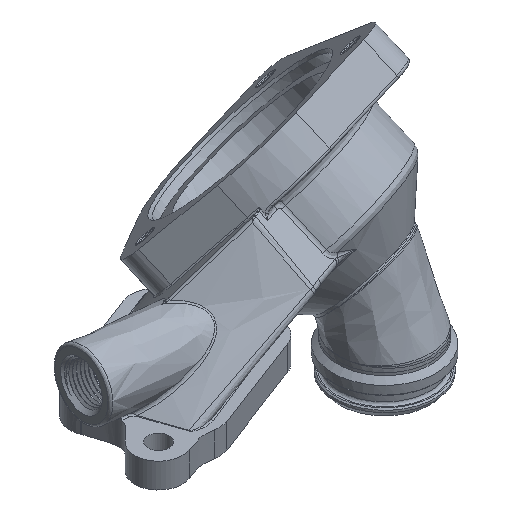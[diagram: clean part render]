
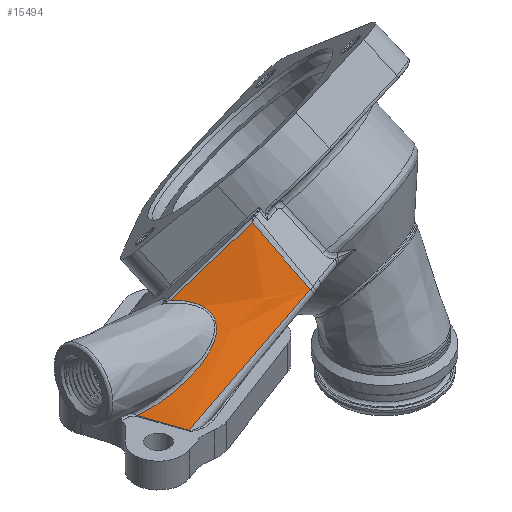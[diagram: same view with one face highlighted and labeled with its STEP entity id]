
A CAD part, isometric view. The second image highlights one B-rep face of the part: STEP entity #15494.
In plain terms, the highlighted free-form (B-spline) face has degree [3, 3] with [4, 5] control points.
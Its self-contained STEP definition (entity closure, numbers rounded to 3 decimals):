
#15026 = VERTEX_POINT('',#15027);
#15027 = CARTESIAN_POINT('',(-120.017,-12.991,
    39.693));
#15091 = VERTEX_POINT('',#15092);
#15092 = CARTESIAN_POINT('',(-127.189,7.982,
    39.735));
#15100 = EDGE_CURVE('',#15026,#15091,#15101,.T.);
#15101 = B_SPLINE_CURVE_WITH_KNOTS('',3,(#15102,#15103,#15104,#15105),
  .UNSPECIFIED.,.F.,.F.,(4,4),(0.,1.624),
  .PIECEWISE_BEZIER_KNOTS.);
#15102 = CARTESIAN_POINT('',(-120.017,-12.991,
    39.693));
#15103 = CARTESIAN_POINT('',(-122.336,-5.975,
    39.706));
#15104 = CARTESIAN_POINT('',(-124.742,1.011,
    39.721));
#15105 = CARTESIAN_POINT('',(-127.189,7.982,
    39.735));
#15378 = EDGE_CURVE('',#15091,#15379,#15381,.T.);
#15379 = VERTEX_POINT('',#15380);
#15380 = CARTESIAN_POINT('',(-95.658,21.466,
    71.777));
#15381 = B_SPLINE_CURVE_WITH_KNOTS('',3,(#15382,#15383,#15384,#15385,
    #15386,#15387,#15388,#15389,#15390,#15391,#15392,#15393,#15394),
  .UNSPECIFIED.,.F.,.F.,(4,1,1,1,1,1,1,1,1,1,4),(0.152,
    0.751,1.562,2.373,3.184,
    3.589,3.792,3.994,4.4,
    4.805,5.373),.UNSPECIFIED.);
#15382 = CARTESIAN_POINT('',(-127.189,7.981,
    39.734));
#15383 = CARTESIAN_POINT('',(-125.125,6.578,
    40.8));
#15384 = CARTESIAN_POINT('',(-120.021,3.792,
    43.51));
#15385 = CARTESIAN_POINT('',(-111.536,0.874,
    48.177));
#15386 = CARTESIAN_POINT('',(-102.099,-0.628,
    53.771));
#15387 = CARTESIAN_POINT('',(-94.394,-0.309,
    59.027));
#15388 = CARTESIAN_POINT('',(-89.87,1.702,
    63.414));
#15389 = CARTESIAN_POINT('',(-88.151,3.782,
    66.05));
#15390 = CARTESIAN_POINT('',(-87.338,6.515,
    68.555));
#15391 = CARTESIAN_POINT('',(-88.259,10.638,
    70.796));
#15392 = CARTESIAN_POINT('',(-91.272,16.032,
    72.089));
#15393 = CARTESIAN_POINT('',(-93.98,19.536,
    72.047));
#15394 = CARTESIAN_POINT('',(-95.656,21.468,
    71.779));
#15494 = ADVANCED_FACE('',(#15495),#15526,.F.);
#15495 = FACE_BOUND('',#15496,.F.);
#15496 = EDGE_LOOP('',(#15497,#15498,#15507,#15517,#15525));
#15497 = ORIENTED_EDGE('',*,*,#15378,.T.);
#15498 = ORIENTED_EDGE('',*,*,#15499,.T.);
#15499 = EDGE_CURVE('',#15379,#15500,#15502,.T.);
#15500 = VERTEX_POINT('',#15501);
#15501 = CARTESIAN_POINT('',(-62.251,10.078,
    97.421));
#15502 = B_SPLINE_CURVE_WITH_KNOTS('',3,(#15503,#15504,#15505,#15506),
  .UNSPECIFIED.,.F.,.F.,(4,4),(0.,3.197),
  .PIECEWISE_BEZIER_KNOTS.);
#15503 = CARTESIAN_POINT('',(-95.658,21.466,
    71.777));
#15504 = CARTESIAN_POINT('',(-84.534,17.669,
    80.34));
#15505 = CARTESIAN_POINT('',(-73.399,13.869,
    88.887));
#15506 = CARTESIAN_POINT('',(-62.251,10.078,
    97.421));
#15507 = ORIENTED_EDGE('',*,*,#15508,.T.);
#15508 = EDGE_CURVE('',#15500,#15509,#15511,.T.);
#15509 = VERTEX_POINT('',#15510);
#15510 = CARTESIAN_POINT('',(-54.397,-13.818,
    74.05));
#15511 = B_SPLINE_CURVE_WITH_KNOTS('',3,(#15512,#15513,#15514,#15515,
    #15516),.UNSPECIFIED.,.F.,.F.,(4,1,4),(-2.807,
    -1.385,-0.274),.UNSPECIFIED.);
#15512 = CARTESIAN_POINT('',(-62.251,10.078,
    97.421));
#15513 = CARTESIAN_POINT('',(-60.591,5.635,
    93.049));
#15514 = CARTESIAN_POINT('',(-57.698,-2.301,
    85.269));
#15515 = CARTESIAN_POINT('',(-55.198,-10.291,
    77.477));
#15516 = CARTESIAN_POINT('',(-54.397,-13.818,
    74.05));
#15517 = ORIENTED_EDGE('',*,*,#15518,.T.);
#15518 = EDGE_CURVE('',#15509,#15026,#15519,.T.);
#15519 = B_SPLINE_CURVE_WITH_KNOTS('',3,(#15520,#15521,#15522,#15523,
    #15524),.UNSPECIFIED.,.F.,.F.,(4,1,4),(0.,2.327,
    5.43),.UNSPECIFIED.);
#15520 = CARTESIAN_POINT('',(-54.397,-13.818,
    74.05));
#15521 = CARTESIAN_POINT('',(-63.825,-13.592,
    69.238));
#15522 = CARTESIAN_POINT('',(-85.738,-13.081,
    57.856));
#15523 = CARTESIAN_POINT('',(-107.547,-12.946,
    46.287));
#15524 = CARTESIAN_POINT('',(-120.017,-12.991,
    39.693));
#15525 = ORIENTED_EDGE('',*,*,#15100,.T.);
#15526 = B_SPLINE_SURFACE_WITH_KNOTS('',3,3,(
    (#15527,#15528,#15529,#15530,#15531)
    ,(#15532,#15533,#15534,#15535,#15536)
    ,(#15537,#15538,#15539,#15540,#15541)
    ,(#15542,#15543,#15544,#15545,#15546
    )),.UNSPECIFIED.,.F.,.F.,.F.,(4,4),(4,1,4),(0.036,
    0.938),(0.039,0.472,1.048),
  .UNSPECIFIED.);
#15527 = CARTESIAN_POINT('',(-62.251,10.078,
    97.421));
#15528 = CARTESIAN_POINT('',(-73.265,13.844,
    89.019));
#15529 = CARTESIAN_POINT('',(-98.918,22.654,
    69.364));
#15530 = CARTESIAN_POINT('',(-124.491,31.419,
    49.588));
#15531 = CARTESIAN_POINT('',(-139.096,36.402,
    38.265));
#15532 = CARTESIAN_POINT('',(-58.862,1.991,
    89.928));
#15533 = CARTESIAN_POINT('',(-69.46,4.56,
    82.674));
#15534 = CARTESIAN_POINT('',(-94.135,10.584,
    65.684));
#15535 = CARTESIAN_POINT('',(-118.724,16.549,
    48.551));
#15536 = CARTESIAN_POINT('',(-132.767,19.926,
    38.738));
#15537 = CARTESIAN_POINT('',(-55.431,-6.099,
    82.457));
#15538 = CARTESIAN_POINT('',(-65.614,-4.724,
    76.351));
#15539 = CARTESIAN_POINT('',(-89.318,-1.476,
    62.023));
#15540 = CARTESIAN_POINT('',(-112.928,1.689,
    47.525));
#15541 = CARTESIAN_POINT('',(-126.411,3.461,
    39.22));
#15542 = CARTESIAN_POINT('',(-51.919,-14.158,
    74.986));
#15543 = CARTESIAN_POINT('',(-61.693,-13.978,
    70.03));
#15544 = CARTESIAN_POINT('',(-84.442,-13.511,
    58.36));
#15545 = CARTESIAN_POINT('',(-107.087,-13.154,
    46.493));
#15546 = CARTESIAN_POINT('',(-120.017,-12.991,
    39.693));
